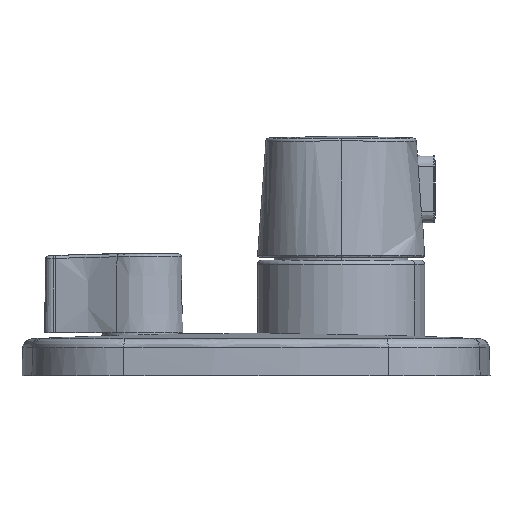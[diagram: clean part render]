
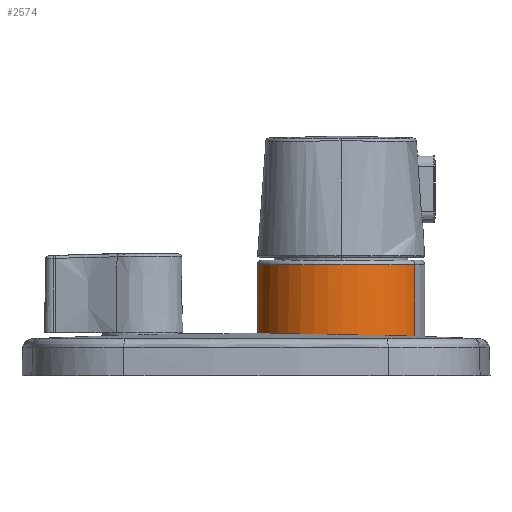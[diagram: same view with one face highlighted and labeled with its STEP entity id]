
A CAD part, left-side view. The second image highlights one B-rep face of the part: STEP entity #2574.
In plain terms, the highlighted cylindrical face has radius 27.55 mm (diameter 55.1 mm), a partial arc.
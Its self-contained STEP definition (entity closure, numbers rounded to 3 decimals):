
#124 = CARTESIAN_POINT ( 'NONE',  ( -14.357, -4.418, 76.41 ) ) ;
#239 = CARTESIAN_POINT ( 'NONE',  ( -26.014, -18.885, 76.151 ) ) ;
#436 = CYLINDRICAL_SURFACE ( 'NONE', #5627, 27.55 ) ;
#499 = CARTESIAN_POINT ( 'NONE',  ( -10.714, -2.615, 76.444 ) ) ;
#648 = VECTOR ( 'NONE', #5820, 1000. ) ;
#786 = ORIENTED_EDGE ( 'NONE', *, *, #3443, .T. ) ;
#855 = LINE ( 'NONE', #5612, #5877 ) ;
#863 = B_SPLINE_CURVE_WITH_KNOTS ( 'NONE', 3,
 ( #3556, #2638, #1293, #1748, #2222, #5417, #1327, #1779, #4523, #3653, #2316, #4313, #4581, #1017, #1880, #2336, #5541, #2376, #4747, #499, #2764, #3236, #5191, #124, #5170, #1361, #1504, #3508, #3939, #2749, #2692, #986, #2819, #1581, #1482, #3709, #4325, #5888, #239, #5066, #5735, #2940, #2744, #2776, #3777, #3248, #1175, #2306, #2048, #3743, #4510, #3471, #3613, #2115, #1055, #5770, #1233, #2148, #3179, #5398, #5521, #3688 ),
 .UNSPECIFIED., .F., .F.,
 ( 4, 2, 2, 2, 2, 2, 2, 2, 2, 2, 2, 2, 2, 2, 2, 2, 2, 2, 2, 2, 2, 2, 2, 2, 2, 2, 2, 2, 2, 2, 4 ),
 ( 0.086, 0.092, 0.093, 0.094, 0.097, 0.1, 0.101, 0.102, 0.108, 0.11, 0.112, 0.113, 0.118, 0.12, 0.121, 0.124, 0.129, 0.131, 0.132, 0.135, 0.137, 0.14, 0.145, 0.148, 0.151, 0.156, 0.159, 0.161, 0.164, 0.167, 0.172 ),
 .UNSPECIFIED. ) ;
#946 = ORIENTED_EDGE ( 'NONE', *, *, #1903, .F. ) ;
#947 = AXIS2_PLACEMENT_3D ( 'NONE', #1567, #4822, #1858 ) ;
#986 = CARTESIAN_POINT ( 'NONE',  ( -22.281, -11.697, 76.277 ) ) ;
#1017 = CARTESIAN_POINT ( 'NONE',  ( -1.537, -0.489, 76.484 ) ) ;
#1055 = CARTESIAN_POINT ( 'NONE',  ( -22.035, -44.561, 75.692 ) ) ;
#1175 = CARTESIAN_POINT ( 'NONE',  ( -27.242, -32.21, 75.926 ) ) ;
#1233 = CARTESIAN_POINT ( 'NONE',  ( -20.315, -46.631, 75.645 ) ) ;
#1293 = CARTESIAN_POINT ( 'NONE',  ( 9.979, -2.257, 76.45 ) ) ;
#1327 = CARTESIAN_POINT ( 'NONE',  ( 6.063, -1.122, 76.472 ) ) ;
#1361 = CARTESIAN_POINT ( 'NONE',  ( -17.616, -6.813, 76.366 ) ) ;
#1371 = VERTEX_POINT ( 'NONE', #3516 ) ;
#1482 = CARTESIAN_POINT ( 'NONE',  ( -24.594, -15.576, 76.208 ) ) ;
#1504 = CARTESIAN_POINT ( 'NONE',  ( -17.961, -7.105, 76.36 ) ) ;
#1567 = CARTESIAN_POINT ( 'NONE',  ( 0., -28., 99. ) ) ;
#1581 = CARTESIAN_POINT ( 'NONE',  ( -24.385, -15.172, 76.215 ) ) ;
#1610 = DIRECTION ( 'NONE',  ( -0.479, -0.878, 0. ) ) ;
#1726 = LINE ( 'NONE', #2612, #648 ) ;
#1733 = CIRCLE ( 'NONE', #947, 27.55 ) ;
#1747 = VERTEX_POINT ( 'NONE', #3270 ) ;
#1748 = CARTESIAN_POINT ( 'NONE',  ( 7.82, -1.579, 76.463 ) ) ;
#1779 = CARTESIAN_POINT ( 'NONE',  ( 4.739, -0.846, 76.477 ) ) ;
#1858 = DIRECTION ( 'NONE',  ( -1., 0., 0. ) ) ;
#1880 = CARTESIAN_POINT ( 'NONE',  ( -1.992, -0.518, 76.483 ) ) ;
#1903 = EDGE_CURVE ( 'NONE', #4086, #5623, #855, .T. ) ;
#1927 = ORIENTED_EDGE ( 'NONE', *, *, #2104, .T. ) ;
#2048 = CARTESIAN_POINT ( 'NONE',  ( -26.693, -34.876, 75.88 ) ) ;
#2104 = EDGE_CURVE ( 'NONE', #1371, #5623, #863, .T. ) ;
#2115 = CARTESIAN_POINT ( 'NONE',  ( -22.563, -43.834, 75.708 ) ) ;
#2148 = CARTESIAN_POINT ( 'NONE',  ( -19.056, -47.917, 75.615 ) ) ;
#2222 = CARTESIAN_POINT ( 'NONE',  ( 7.383, -1.454, 76.465 ) ) ;
#2306 = CARTESIAN_POINT ( 'NONE',  ( -26.905, -33.998, 75.896 ) ) ;
#2316 = CARTESIAN_POINT ( 'NONE',  ( 1.171, -0.46, 76.484 ) ) ;
#2336 = CARTESIAN_POINT ( 'NONE',  ( -4.251, -0.719, 76.479 ) ) ;
#2376 = CARTESIAN_POINT ( 'NONE',  ( -8.601, -1.812, 76.459 ) ) ;
#2488 = DIRECTION ( 'NONE',  ( 0., 0., -1. ) ) ;
#2574 = ADVANCED_FACE ( 'NONE', ( #3557 ), #436, .T. ) ;
#2612 = CARTESIAN_POINT ( 'NONE',  ( 13.208, -3.823, 73.2 ) ) ;
#2638 = CARTESIAN_POINT ( 'NONE',  ( 11.631, -2.961, 76.437 ) ) ;
#2692 = CARTESIAN_POINT ( 'NONE',  ( -20.552, -9.631, 76.314 ) ) ;
#2744 = CARTESIAN_POINT ( 'NONE',  ( -27.293, -24.136, 76.062 ) ) ;
#2749 = CARTESIAN_POINT ( 'NONE',  ( -19.942, -8.97, 76.326 ) ) ;
#2764 = CARTESIAN_POINT ( 'NONE',  ( -11.133, -2.795, 76.44 ) ) ;
#2776 = CARTESIAN_POINT ( 'NONE',  ( -27.585, -26.832, 76.017 ) ) ;
#2819 = CARTESIAN_POINT ( 'NONE',  ( -23.295, -13.18, 76.25 ) ) ;
#2927 = EDGE_CURVE ( 'NONE', #4086, #1747, #1733, .T. ) ;
#2940 = CARTESIAN_POINT ( 'NONE',  ( -27.15, -23.234, 76.077 ) ) ;
#2986 = DIRECTION ( 'NONE',  ( 0., 0., -1. ) ) ;
#3179 = CARTESIAN_POINT ( 'NONE',  ( -18.39, -48.534, 75.599 ) ) ;
#3236 = CARTESIAN_POINT ( 'NONE',  ( -11.956, -3.175, 76.433 ) ) ;
#3248 = CARTESIAN_POINT ( 'NONE',  ( -27.365, -31.314, 75.942 ) ) ;
#3270 = CARTESIAN_POINT ( 'NONE',  ( 13.208, -3.823, 99. ) ) ;
#3443 = EDGE_CURVE ( 'NONE', #1747, #1371, #1726, .T. ) ;
#3471 = CARTESIAN_POINT ( 'NONE',  ( -24.013, -41.535, 75.756 ) ) ;
#3508 = CARTESIAN_POINT ( 'NONE',  ( -18.639, -7.707, 76.349 ) ) ;
#3516 = CARTESIAN_POINT ( 'NONE',  ( 13.208, -3.823, 76.421 ) ) ;
#3556 = CARTESIAN_POINT ( 'NONE',  ( 13.208, -3.823, 76.421 ) ) ;
#3557 = FACE_OUTER_BOUND ( 'NONE', #4156, .T. ) ;
#3613 = CARTESIAN_POINT ( 'NONE',  ( -23.551, -42.323, 75.74 ) ) ;
#3653 = CARTESIAN_POINT ( 'NONE',  ( 2.067, -0.513, 76.483 ) ) ;
#3688 = CARTESIAN_POINT ( 'NONE',  ( -13.208, -52.177, 75.505 ) ) ;
#3709 = CARTESIAN_POINT ( 'NONE',  ( -24.989, -16.39, 76.194 ) ) ;
#3743 = CARTESIAN_POINT ( 'NONE',  ( -25.936, -37.465, 75.834 ) ) ;
#3777 = CARTESIAN_POINT ( 'NONE',  ( -27.602, -28.627, 75.987 ) ) ;
#3939 = CARTESIAN_POINT ( 'NONE',  ( -18.972, -8.018, 76.343 ) ) ;
#4086 = VERTEX_POINT ( 'NONE', #4504 ) ;
#4132 = ORIENTED_EDGE ( 'NONE', *, *, #2927, .T. ) ;
#4148 = CARTESIAN_POINT ( 'NONE',  ( 0., -28., 73.2 ) ) ;
#4156 = EDGE_LOOP ( 'NONE', ( #4132, #786, #1927, #946 ) ) ;
#4313 = CARTESIAN_POINT ( 'NONE',  ( -0.18, -0.447, 76.484 ) ) ;
#4325 = CARTESIAN_POINT ( 'NONE',  ( -25.175, -16.801, 76.187 ) ) ;
#4504 = CARTESIAN_POINT ( 'NONE',  ( -13.208, -52.177, 99. ) ) ;
#4510 = CARTESIAN_POINT ( 'NONE',  ( -25.267, -39.13, 75.803 ) ) ;
#4523 = CARTESIAN_POINT ( 'NONE',  ( 3.851, -0.706, 76.479 ) ) ;
#4581 = CARTESIAN_POINT ( 'NONE',  ( -0.632, -0.454, 76.484 ) ) ;
#4747 = CARTESIAN_POINT ( 'NONE',  ( -9.453, -2.107, 76.453 ) ) ;
#4822 = DIRECTION ( 'NONE',  ( 0., 0., -1. ) ) ;
#5066 = CARTESIAN_POINT ( 'NONE',  ( -26.552, -20.597, 76.121 ) ) ;
#5170 = CARTESIAN_POINT ( 'NONE',  ( -15.859, -5.4, 76.392 ) ) ;
#5191 = CARTESIAN_POINT ( 'NONE',  ( -12.361, -3.375, 76.429 ) ) ;
#5398 = CARTESIAN_POINT ( 'NONE',  ( -16.3, -50.285, 75.555 ) ) ;
#5417 = CARTESIAN_POINT ( 'NONE',  ( 6.504, -1.225, 76.47 ) ) ;
#5521 = CARTESIAN_POINT ( 'NONE',  ( -14.805, -51.305, 75.528 ) ) ;
#5541 = CARTESIAN_POINT ( 'NONE',  ( -6.016, -1.055, 76.473 ) ) ;
#5612 = CARTESIAN_POINT ( 'NONE',  ( -13.208, -52.177, 73.2 ) ) ;
#5623 = VERTEX_POINT ( 'NONE', #5853 ) ;
#5627 = AXIS2_PLACEMENT_3D ( 'NONE', #4148, #2986, #1610 ) ;
#5735 = CARTESIAN_POINT ( 'NONE',  ( -26.779, -21.467, 76.107 ) ) ;
#5770 = CARTESIAN_POINT ( 'NONE',  ( -20.911, -45.96, 75.661 ) ) ;
#5820 = DIRECTION ( 'NONE',  ( 0., 0., -1. ) ) ;
#5853 = CARTESIAN_POINT ( 'NONE',  ( -13.208, -52.177, 75.505 ) ) ;
#5877 = VECTOR ( 'NONE', #2488, 1000. ) ;
#5888 = CARTESIAN_POINT ( 'NONE',  ( -25.704, -18.043, 76.165 ) ) ;
